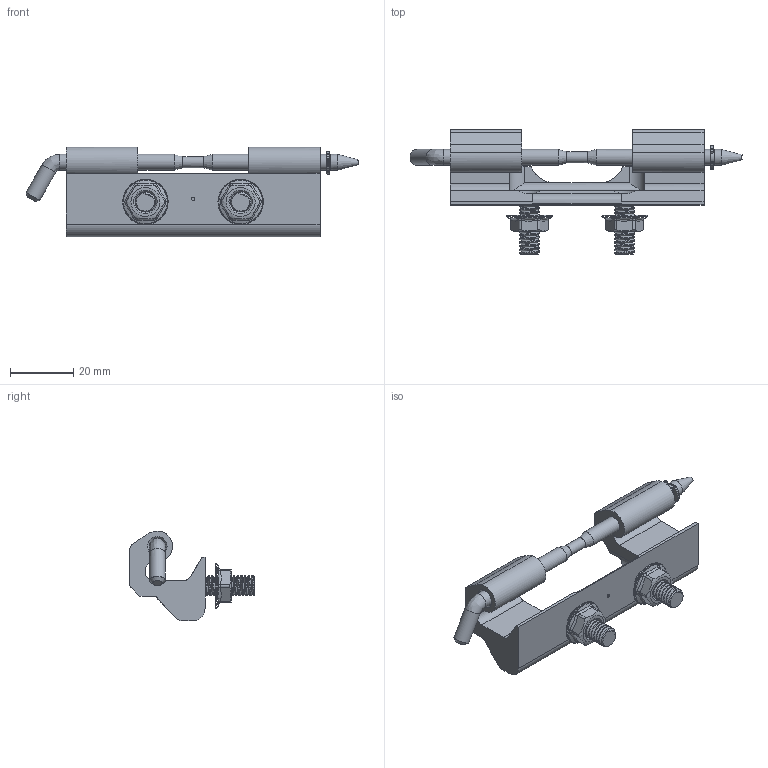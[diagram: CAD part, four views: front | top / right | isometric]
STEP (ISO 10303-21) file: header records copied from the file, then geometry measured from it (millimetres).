
FILE_DESCRIPTION (( 'STEP AP203' ), '1' );
FILE_NAME ('SCE-3916SS.step', '2021-01-08T15:40:12', ( 'ADC123' ), ( 'Microsoft' ), 'SwSTEP 2.0', 'SolidWorks 2019', '' );
FILE_SCHEMA (( 'CONFIG_CONTROL_DESIGN' ));
Products named in the file (1): SCE-3916SS
Bounding box: 104.61 x 39.19 x 28.24 mm (x, y, z)
Volume: 20456.6 mm3; surface area: 12822.3 mm2
Topology: 7 solids, 7 shells, 683 faces, 2065 edges, 1336 vertices
Faces by surface type: bspline 326, plane 232, cylinder 110, cone 14, torus 1
Full cylindrical faces by diameter (mm): 1.016 x1, 3.454 x1, 3.978 x1, 4.978 x4, 5.105 x2, 6.299 x30, 6.35 x2, 6.363 x2, 8.56 x2, 14.288 x2
Entity records: 46330 total; most frequent: CARTESIAN_POINT 32968, ORIENTED_EDGE 3718, EDGE_CURVE 1859, DIRECTION 1324, VERTEX_POINT 1267, B_SPLINE_CURVE_WITH_KNOTS 1221, EDGE_LOOP 708, FACE_OUTER_BOUND 677
